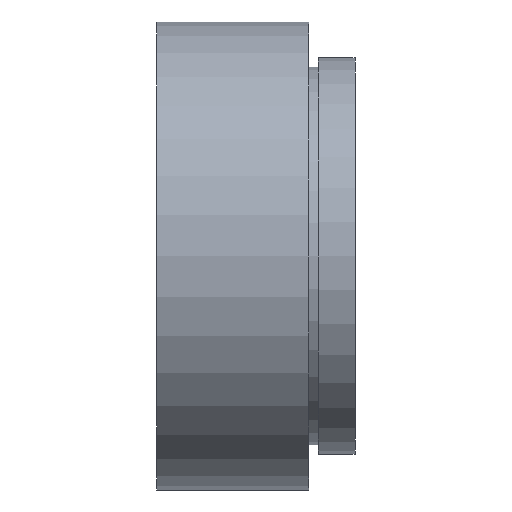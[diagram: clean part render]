
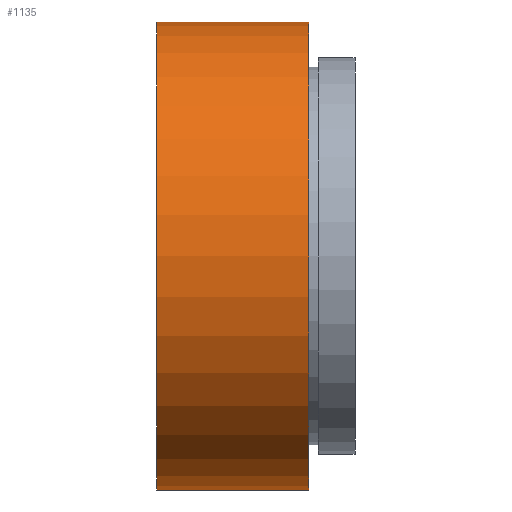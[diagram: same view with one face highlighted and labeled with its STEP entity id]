
A CAD part, left-side view. The second image highlights one B-rep face of the part: STEP entity #1135.
In plain terms, the highlighted cylindrical face has radius 25.4 mm (diameter 50.8 mm), a partial arc.
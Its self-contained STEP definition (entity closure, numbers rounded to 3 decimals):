
#53 = DIRECTION ( 'NONE',  ( 0., -1., 0. ) ) ;
#93 = DIRECTION ( 'NONE',  ( 0., -1., 0. ) ) ;
#96 = VERTEX_POINT ( 'NONE', #618 ) ;
#99 = AXIS2_PLACEMENT_3D ( 'NONE', #149, #141, #1139 ) ;
#101 = ORIENTED_EDGE ( 'NONE', *, *, #646, .F. ) ;
#141 = DIRECTION ( 'NONE',  ( 0., -1., 0. ) ) ;
#149 = CARTESIAN_POINT ( 'NONE',  ( -8.905, -21.499, 26.65 ) ) ;
#158 = CIRCLE ( 'NONE', #1062, 25.4 ) ;
#209 = ORIENTED_EDGE ( 'NONE', *, *, #1082, .F. ) ;
#261 = CARTESIAN_POINT ( 'NONE',  ( -8.905, -26.499, 52.05 ) ) ;
#284 = ORIENTED_EDGE ( 'NONE', *, *, #928, .T. ) ;
#365 = LINE ( 'NONE', #1254, #371 ) ;
#370 = CARTESIAN_POINT ( 'NONE',  ( -8.905, -26.499, 26.65 ) ) ;
#371 = VECTOR ( 'NONE', #641, 1000. ) ;
#399 = EDGE_LOOP ( 'NONE', ( #101, #284, #1228, #209 ) ) ;
#451 = CIRCLE ( 'NONE', #99, 25.4 ) ;
#567 = CARTESIAN_POINT ( 'NONE',  ( -8.905, -4.999, 1.25 ) ) ;
#571 = VERTEX_POINT ( 'NONE', #567 ) ;
#618 = CARTESIAN_POINT ( 'NONE',  ( -8.905, -21.499, 52.05 ) ) ;
#641 = DIRECTION ( 'NONE',  ( 0., -1., 0. ) ) ;
#646 = EDGE_CURVE ( 'NONE', #1052, #96, #1298, .T. ) ;
#689 = CYLINDRICAL_SURFACE ( 'NONE', #1264, 25.4 ) ;
#794 = FACE_OUTER_BOUND ( 'NONE', #399, .T. ) ;
#847 = EDGE_CURVE ( 'NONE', #571, #1033, #365, .T. ) ;
#896 = DIRECTION ( 'NONE',  ( 0., 0., -1. ) ) ;
#928 = EDGE_CURVE ( 'NONE', #1052, #571, #158, .T. ) ;
#1025 = VECTOR ( 'NONE', #1291, 1000. ) ;
#1033 = VERTEX_POINT ( 'NONE', #1242 ) ;
#1052 = VERTEX_POINT ( 'NONE', #1272 ) ;
#1062 = AXIS2_PLACEMENT_3D ( 'NONE', #1163, #53, #1174 ) ;
#1082 = EDGE_CURVE ( 'NONE', #96, #1033, #451, .T. ) ;
#1135 = ADVANCED_FACE ( 'NONE', ( #794 ), #689, .T. ) ;
#1139 = DIRECTION ( 'NONE',  ( 0., 0., -1. ) ) ;
#1163 = CARTESIAN_POINT ( 'NONE',  ( -8.905, -4.999, 26.65 ) ) ;
#1174 = DIRECTION ( 'NONE',  ( 0., 0., -1. ) ) ;
#1228 = ORIENTED_EDGE ( 'NONE', *, *, #847, .T. ) ;
#1242 = CARTESIAN_POINT ( 'NONE',  ( -8.905, -21.499, 1.25 ) ) ;
#1254 = CARTESIAN_POINT ( 'NONE',  ( -8.905, -26.499, 1.25 ) ) ;
#1264 = AXIS2_PLACEMENT_3D ( 'NONE', #370, #93, #896 ) ;
#1272 = CARTESIAN_POINT ( 'NONE',  ( -8.905, -4.999, 52.05 ) ) ;
#1291 = DIRECTION ( 'NONE',  ( 0., -1., 0. ) ) ;
#1298 = LINE ( 'NONE', #261, #1025 ) ;
